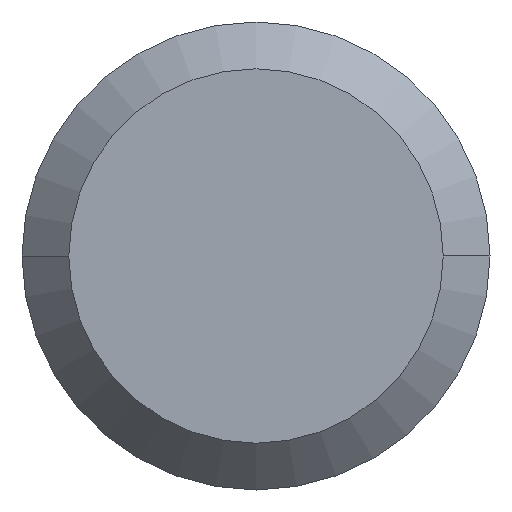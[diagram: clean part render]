
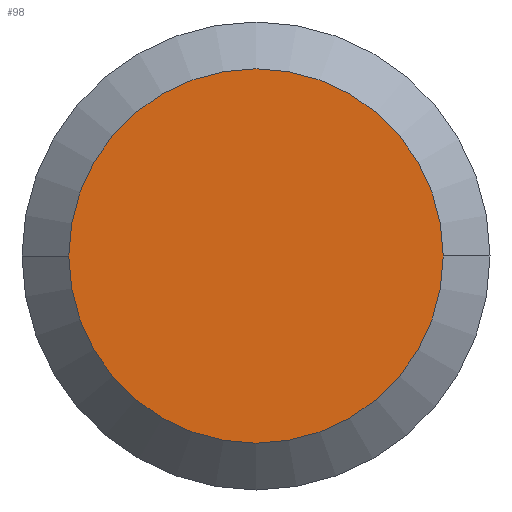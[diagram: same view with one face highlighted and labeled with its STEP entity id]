
A CAD part, left-side view. The second image highlights one B-rep face of the part: STEP entity #98.
In plain terms, the highlighted planar face has unit normal (-1, 0, 0).
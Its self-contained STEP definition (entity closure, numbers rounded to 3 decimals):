
#4 = DIRECTION ( 'NONE',  ( -1., 0., 0. ) ) ;
#53 = ORIENTED_EDGE ( 'NONE', *, *, #74, .F. ) ;
#68 = CARTESIAN_POINT ( 'NONE',  ( -55., 2.4, 0. ) ) ;
#69 = CIRCLE ( 'NONE', #295, 2.4 ) ;
#74 = EDGE_CURVE ( 'NONE', #336, #331, #69, .T. ) ;
#86 = EDGE_CURVE ( 'NONE', #331, #336, #410, .T. ) ;
#90 = CARTESIAN_POINT ( 'NONE',  ( -55., 0., 0. ) ) ;
#98 = ADVANCED_FACE ( 'NONE', ( #115 ), #377, .T. ) ;
#115 = FACE_OUTER_BOUND ( 'NONE', #241, .T. ) ;
#122 = CARTESIAN_POINT ( 'NONE',  ( -55., 0., 0. ) ) ;
#130 = AXIS2_PLACEMENT_3D ( 'NONE', #90, #4, #213 ) ;
#155 = DIRECTION ( 'NONE',  ( 0., 1., 0. ) ) ;
#157 = DIRECTION ( 'NONE',  ( 1., 0., 0. ) ) ;
#213 = DIRECTION ( 'NONE',  ( 0., -1., 0. ) ) ;
#226 = CARTESIAN_POINT ( 'NONE',  ( -55., -2.4, 0. ) ) ;
#241 = EDGE_LOOP ( 'NONE', ( #53, #360 ) ) ;
#272 = CARTESIAN_POINT ( 'NONE',  ( -55., 0., 0. ) ) ;
#295 = AXIS2_PLACEMENT_3D ( 'NONE', #272, #157, #308 ) ;
#308 = DIRECTION ( 'NONE',  ( 0., 1., 0. ) ) ;
#331 = VERTEX_POINT ( 'NONE', #226 ) ;
#336 = VERTEX_POINT ( 'NONE', #68 ) ;
#343 = AXIS2_PLACEMENT_3D ( 'NONE', #122, #412, #155 ) ;
#360 = ORIENTED_EDGE ( 'NONE', *, *, #86, .F. ) ;
#377 = PLANE ( 'NONE',  #130 ) ;
#410 = CIRCLE ( 'NONE', #343, 2.4 ) ;
#412 = DIRECTION ( 'NONE',  ( 1., 0., 0. ) ) ;
